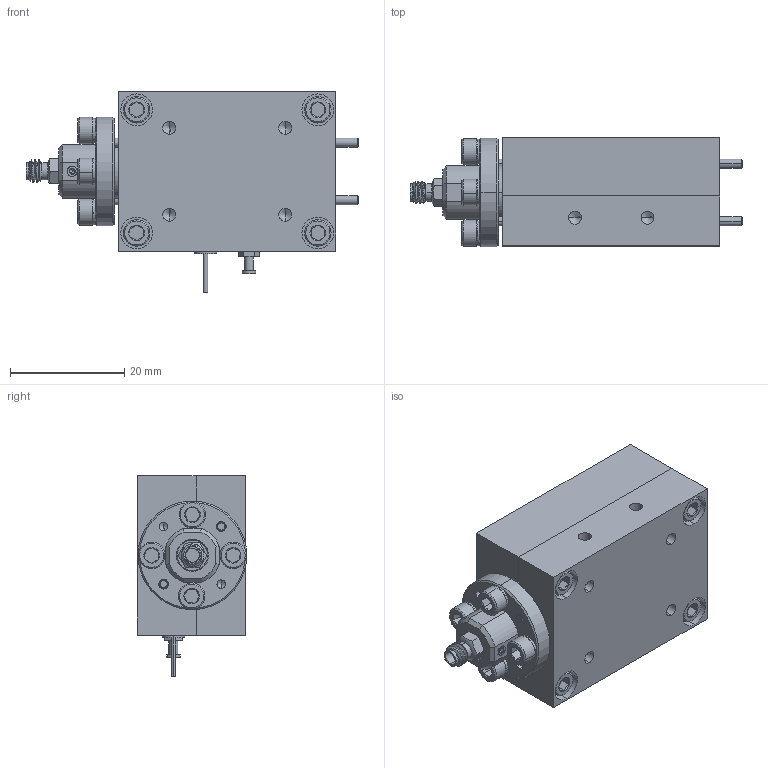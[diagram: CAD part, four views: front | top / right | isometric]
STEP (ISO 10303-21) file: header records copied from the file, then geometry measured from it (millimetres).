
FILE_DESCRIPTION (( 'STEP AP203' ), '1' );
FILE_NAME ('SBL-7531142050-1F10-E1-WC, SBP-7531142515-1F10-E1-WC.STEP', '2019-10-31T22:22:16', ( '' ), ( '' ), 'SwSTEP 2.0', 'SolidWorks 2016', '' );
FILE_SCHEMA (( 'CONFIG_CONTROL_DESIGN' ));
Length unit declared in the file: inch
Products named in the file (1): SBL-7531142050-1F10-E1-WC, SBP-7531142515-1F10-E1-WC
Bounding box: 58.2 x 19.2 x 35.18 mm (x, y, z)
Volume: 16237.9 mm3; surface area: 12711.3 mm2
Topology: 30 solids, 30 shells, 988 faces, 2338 edges, 1402 vertices
Faces by surface type: plane 355, cylinder 335, cone 290, bspline 6, torus 2
Entity records: 29709 total; most frequent: CARTESIAN_POINT 7268, DIRECTION 4816, ORIENTED_EDGE 4500, EDGE_CURVE 2250, AXIS2_PLACEMENT_3D 1857, VERTEX_POINT 1402, EDGE_LOOP 1116, LINE 1102
